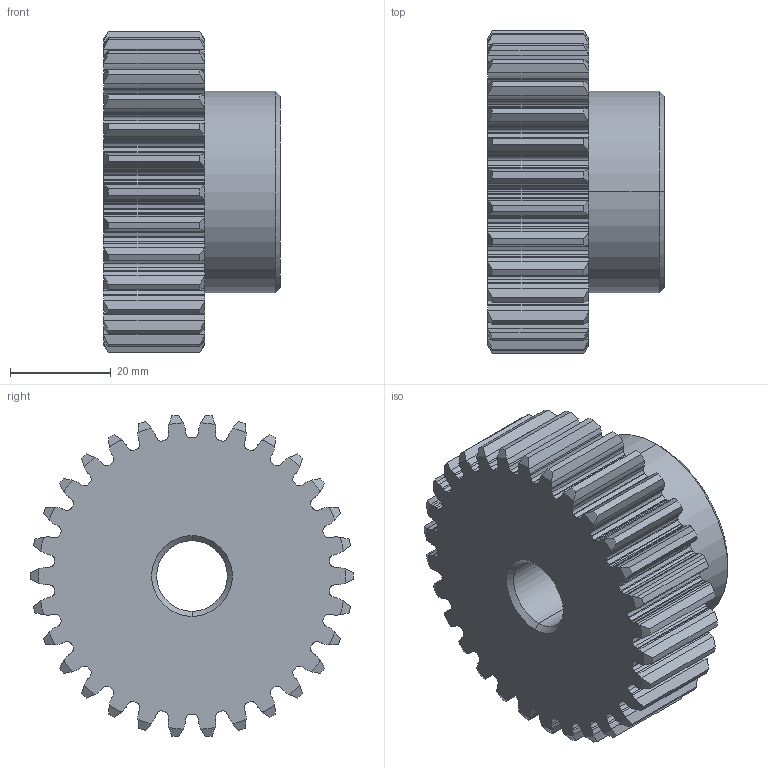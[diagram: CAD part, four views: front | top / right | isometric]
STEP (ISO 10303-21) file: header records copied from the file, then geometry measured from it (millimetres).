
FILE_DESCRIPTION(('HOOPS Exchange Step'),'2;1');
FILE_NAME('export-AF2EA961-43F2-4958-BB54-36C76E158EA9.stp','2024-07-01T14:53:26+02:00',('Engineering'),('Alibre'),'HOOPS Exchange 2023.0','Alibre','Unknown authorisation');
FILE_SCHEMA( ('AP242_MANAGED_MODEL_BASED_3D_ENGINEERING_MIM_LF {1 0 10303 442 1 1 4 }') );
Length unit declared in the file: millimetre
Products named in the file (1): 6890 Module 2 Pinion, with 30 teeth
Bounding box: 35 x 64 x 63.77 mm (x, y, z)
Volume: 68734.8 mm3; surface area: 15918.1 mm2
Topology: 1 solids, 1 shells, 531 faces, 1578 edges, 1050 vertices
Faces by surface type: cylinder 462, cone 66, plane 3
Entity records: 18557 total; most frequent: CARTESIAN_POINT 3545, DIRECTION 3498, ORIENTED_EDGE 3156, EDGE_CURVE 1578, AXIS2_PLACEMENT_3D 1515, VERTEX_POINT 1050, CIRCLE 982, EDGE_LOOP 534
